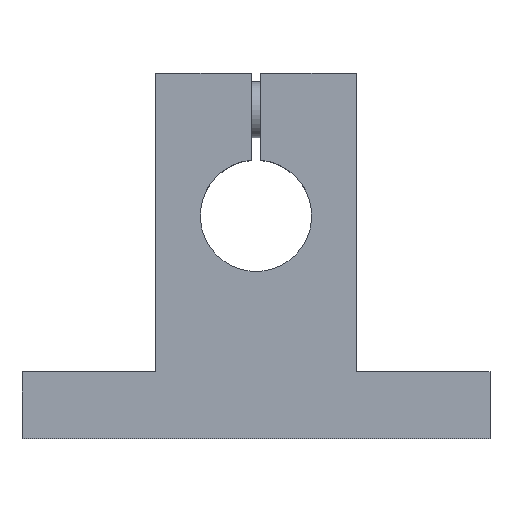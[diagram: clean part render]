
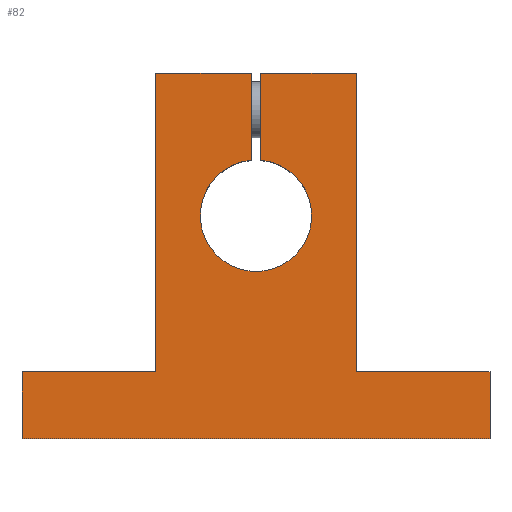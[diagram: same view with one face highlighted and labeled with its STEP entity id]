
A CAD part, top view. The second image highlights one B-rep face of the part: STEP entity #82.
In plain terms, the highlighted planar face has unit normal (0, 0, 1).
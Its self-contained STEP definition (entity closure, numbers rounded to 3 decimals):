
#82 = ADVANCED_FACE( '', ( #129 ), #130, .T. );
#129 = FACE_OUTER_BOUND( '', #218, .T. );
#130 = PLANE( '', #219 );
#218 = EDGE_LOOP( '', ( #333, #334, #335, #336, #337, #338, #339, #340, #341, #342, #343, #344 ) );
#219 = AXIS2_PLACEMENT_3D( '', #345, #346, #347 );
#333 = ORIENTED_EDGE( '', *, *, #547, .T. );
#334 = ORIENTED_EDGE( '', *, *, #552, .T. );
#335 = ORIENTED_EDGE( '', *, *, #553, .T. );
#336 = ORIENTED_EDGE( '', *, *, #554, .T. );
#337 = ORIENTED_EDGE( '', *, *, #555, .T. );
#338 = ORIENTED_EDGE( '', *, *, #556, .T. );
#339 = ORIENTED_EDGE( '', *, *, #540, .T. );
#340 = ORIENTED_EDGE( '', *, *, #534, .T. );
#341 = ORIENTED_EDGE( '', *, *, #538, .F. );
#342 = ORIENTED_EDGE( '', *, *, #557, .T. );
#343 = ORIENTED_EDGE( '', *, *, #558, .T. );
#344 = ORIENTED_EDGE( '', *, *, #559, .T. );
#345 = CARTESIAN_POINT( '', ( 0., 0., 14. ) );
#346 = DIRECTION( '', ( 0., 0., 1. ) );
#347 = DIRECTION( '', ( 1., 0., 0. ) );
#534 = EDGE_CURVE( '', #609, #607, #610, .T. );
#538 = EDGE_CURVE( '', #614, #607, #616, .T. );
#540 = EDGE_CURVE( '', #619, #609, #620, .T. );
#547 = EDGE_CURVE( '', #633, #631, #634, .T. );
#552 = EDGE_CURVE( '', #631, #642, #643, .T. );
#553 = EDGE_CURVE( '', #642, #644, #645, .T. );
#554 = EDGE_CURVE( '', #644, #646, #647, .T. );
#555 = EDGE_CURVE( '', #646, #648, #649, .T. );
#556 = EDGE_CURVE( '', #648, #619, #650, .T. );
#557 = EDGE_CURVE( '', #614, #651, #652, .T. );
#558 = EDGE_CURVE( '', #651, #653, #654, .T. );
#559 = EDGE_CURVE( '', #653, #633, #655, .T. );
#607 = VERTEX_POINT( '', #730 );
#609 = VERTEX_POINT( '', #733 );
#610 = LINE( '', #734, #735 );
#614 = VERTEX_POINT( '', #740 );
#616 = CIRCLE( '', #743, 5. );
#619 = VERTEX_POINT( '', #747 );
#620 = LINE( '', #748, #749 );
#631 = VERTEX_POINT( '', #762 );
#633 = VERTEX_POINT( '', #765 );
#634 = LINE( '', #766, #767 );
#642 = VERTEX_POINT( '', #776 );
#643 = LINE( '', #777, #778 );
#644 = VERTEX_POINT( '', #779 );
#645 = LINE( '', #780, #781 );
#646 = VERTEX_POINT( '', #782 );
#647 = LINE( '', #783, #784 );
#648 = VERTEX_POINT( '', #785 );
#649 = LINE( '', #786, #787 );
#650 = LINE( '', #788, #789 );
#651 = VERTEX_POINT( '', #790 );
#652 = LINE( '', #791, #792 );
#653 = VERTEX_POINT( '', #793 );
#654 = LINE( '', #794, #795 );
#655 = LINE( '', #796, #797 );
#730 = CARTESIAN_POINT( '', ( 0.42, 4.982, 14. ) );
#733 = CARTESIAN_POINT( '', ( 0.42, 12.8, 14. ) );
#734 = CARTESIAN_POINT( '', ( 0.42, 12.8, 14. ) );
#735 = VECTOR( '', #903, 1000. );
#740 = CARTESIAN_POINT( '', ( -0.42, 4.982, 14. ) );
#743 = AXIS2_PLACEMENT_3D( '', #909, #910, #911 );
#747 = CARTESIAN_POINT( '', ( 9., 12.8, 14. ) );
#748 = CARTESIAN_POINT( '', ( 9., 12.8, 14. ) );
#749 = VECTOR( '', #913, 1000. );
#762 = CARTESIAN_POINT( '', ( -21., -14., 14. ) );
#765 = CARTESIAN_POINT( '', ( -9., -14., 14. ) );
#766 = CARTESIAN_POINT( '', ( -9., -14., 14. ) );
#767 = VECTOR( '', #926, 1000. );
#776 = CARTESIAN_POINT( '', ( -21., -20., 14. ) );
#777 = CARTESIAN_POINT( '', ( -21., -14., 14. ) );
#778 = VECTOR( '', #937, 1000. );
#779 = CARTESIAN_POINT( '', ( 21., -20., 14. ) );
#780 = CARTESIAN_POINT( '', ( -21., -20., 14. ) );
#781 = VECTOR( '', #938, 1000. );
#782 = CARTESIAN_POINT( '', ( 21., -14., 14. ) );
#783 = CARTESIAN_POINT( '', ( 21., -20., 14. ) );
#784 = VECTOR( '', #939, 1000. );
#785 = CARTESIAN_POINT( '', ( 9., -14., 14. ) );
#786 = CARTESIAN_POINT( '', ( 21., -14., 14. ) );
#787 = VECTOR( '', #940, 1000. );
#788 = CARTESIAN_POINT( '', ( 9., -14., 14. ) );
#789 = VECTOR( '', #941, 1000. );
#790 = CARTESIAN_POINT( '', ( -0.42, 12.8, 14. ) );
#791 = CARTESIAN_POINT( '', ( -0.42, 4.982, 14. ) );
#792 = VECTOR( '', #942, 1000. );
#793 = CARTESIAN_POINT( '', ( -9., 12.8, 14. ) );
#794 = CARTESIAN_POINT( '', ( -0.42, 12.8, 14. ) );
#795 = VECTOR( '', #943, 1000. );
#796 = CARTESIAN_POINT( '', ( -9., 12.8, 14. ) );
#797 = VECTOR( '', #944, 1000. );
#903 = DIRECTION( '', ( 0., -1., 0. ) );
#909 = CARTESIAN_POINT( '', ( 0., 0., 14. ) );
#910 = DIRECTION( '', ( 0., 0., 1. ) );
#911 = DIRECTION( '', ( 1., 0., 0. ) );
#913 = DIRECTION( '', ( -1., 0., 0. ) );
#926 = DIRECTION( '', ( -1., 0., 0. ) );
#937 = DIRECTION( '', ( 0., -1., 0. ) );
#938 = DIRECTION( '', ( 1., 0., 0. ) );
#939 = DIRECTION( '', ( 0., 1., 0. ) );
#940 = DIRECTION( '', ( -1., 0., 0. ) );
#941 = DIRECTION( '', ( 0., 1., 0. ) );
#942 = DIRECTION( '', ( 0., 1., 0. ) );
#943 = DIRECTION( '', ( -1., 0., 0. ) );
#944 = DIRECTION( '', ( 0., -1., 0. ) );
